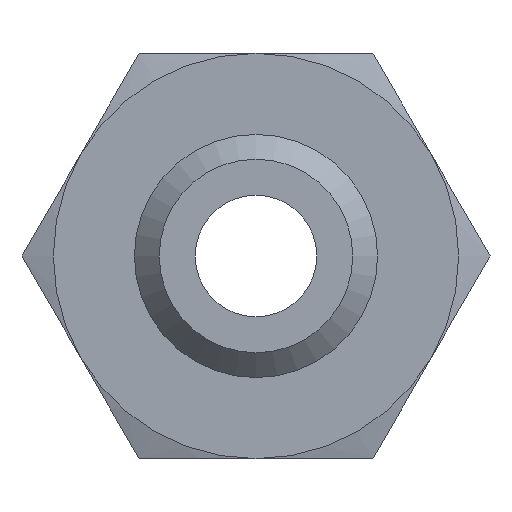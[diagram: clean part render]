
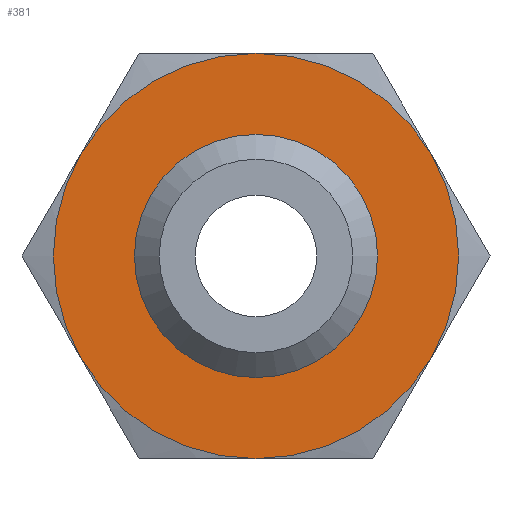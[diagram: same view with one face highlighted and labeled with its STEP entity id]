
A CAD part, front view. The second image highlights one B-rep face of the part: STEP entity #381.
In plain terms, the highlighted planar face has unit normal (0, -1, 0).
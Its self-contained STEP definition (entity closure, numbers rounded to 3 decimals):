
#44=PLANE('',#440);
#157=ORIENTED_EDGE('',*,*,#212,.F.);
#158=ORIENTED_EDGE('',*,*,#213,.T.);
#159=ORIENTED_EDGE('',*,*,#217,.T.);
#160=ORIENTED_EDGE('',*,*,#216,.T.);
#161=ORIENTED_EDGE('',*,*,#215,.T.);
#162=ORIENTED_EDGE('',*,*,#218,.T.);
#163=ORIENTED_EDGE('',*,*,#214,.T.);
#212=EDGE_CURVE('',#250,#250,#264,.T.);
#213=EDGE_CURVE('',#239,#241,#265,.T.);
#214=EDGE_CURVE('',#236,#239,#266,.T.);
#215=EDGE_CURVE('',#245,#246,#267,.T.);
#216=EDGE_CURVE('',#243,#245,#268,.T.);
#217=EDGE_CURVE('',#241,#243,#269,.T.);
#218=EDGE_CURVE('',#246,#236,#270,.T.);
#236=VERTEX_POINT('',#638);
#239=VERTEX_POINT('',#652);
#241=VERTEX_POINT('',#664);
#243=VERTEX_POINT('',#676);
#245=VERTEX_POINT('',#688);
#246=VERTEX_POINT('',#698);
#250=VERTEX_POINT('',#713);
#264=CIRCLE('',#429,1.5);
#265=CIRCLE('',#431,2.5);
#266=CIRCLE('',#433,2.5);
#267=CIRCLE('',#435,2.5);
#268=CIRCLE('',#437,2.5);
#269=CIRCLE('',#439,2.5);
#270=CIRCLE('',#441,2.5);
#302=EDGE_LOOP('',(#157));
#303=EDGE_LOOP('',(#158,#159,#160,#161,#162,#163));
#338=FACE_BOUND('',#302,.T.);
#339=FACE_BOUND('',#303,.T.);
#381=ADVANCED_FACE('',(#338,#339),#44,.F.);
#429=AXIS2_PLACEMENT_3D('',#712,#516,#517);
#431=AXIS2_PLACEMENT_3D('',#715,#520,#521);
#433=AXIS2_PLACEMENT_3D('',#717,#524,#525);
#435=AXIS2_PLACEMENT_3D('',#719,#528,#529);
#437=AXIS2_PLACEMENT_3D('',#721,#532,#533);
#439=AXIS2_PLACEMENT_3D('',#723,#536,#537);
#440=AXIS2_PLACEMENT_3D('',#724,#538,#539);
#441=AXIS2_PLACEMENT_3D('',#725,#540,#541);
#516=DIRECTION('',(0.,-1.,0.));
#517=DIRECTION('',(0.,0.,-1.));
#520=DIRECTION('',(0.,-1.,0.));
#521=DIRECTION('',(0.,0.,-1.));
#524=DIRECTION('',(0.,-1.,0.));
#525=DIRECTION('',(0.,0.,-1.));
#528=DIRECTION('',(0.,-1.,0.));
#529=DIRECTION('',(0.,0.,-1.));
#532=DIRECTION('',(0.,-1.,0.));
#533=DIRECTION('',(0.,0.,-1.));
#536=DIRECTION('',(0.,-1.,0.));
#537=DIRECTION('',(0.,0.,-1.));
#538=DIRECTION('',(0.,1.,0.));
#539=DIRECTION('',(0.,0.,1.));
#540=DIRECTION('',(0.,-1.,0.));
#541=DIRECTION('',(0.,0.,-1.));
#638=CARTESIAN_POINT('',(-2.165,2.8,-1.25));
#652=CARTESIAN_POINT('',(0.,2.8,-2.5));
#664=CARTESIAN_POINT('',(2.165,2.8,-1.25));
#676=CARTESIAN_POINT('',(2.165,2.8,1.25));
#688=CARTESIAN_POINT('',(0.,2.8,2.5));
#698=CARTESIAN_POINT('',(-2.165,2.8,1.25));
#712=CARTESIAN_POINT('',(0.,2.8,0.));
#713=CARTESIAN_POINT('',(0.,2.8,-1.5));
#715=CARTESIAN_POINT('',(0.,2.8,0.));
#717=CARTESIAN_POINT('',(0.,2.8,0.));
#719=CARTESIAN_POINT('',(0.,2.8,0.));
#721=CARTESIAN_POINT('',(0.,2.8,0.));
#723=CARTESIAN_POINT('',(0.,2.8,0.));
#724=CARTESIAN_POINT('',(2.5,2.8,0.));
#725=CARTESIAN_POINT('',(0.,2.8,0.));
